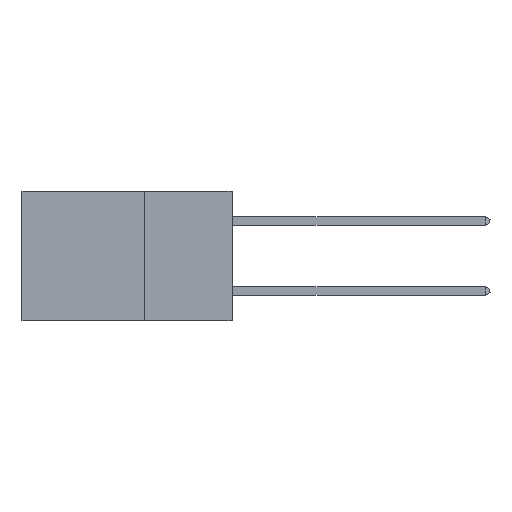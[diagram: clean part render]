
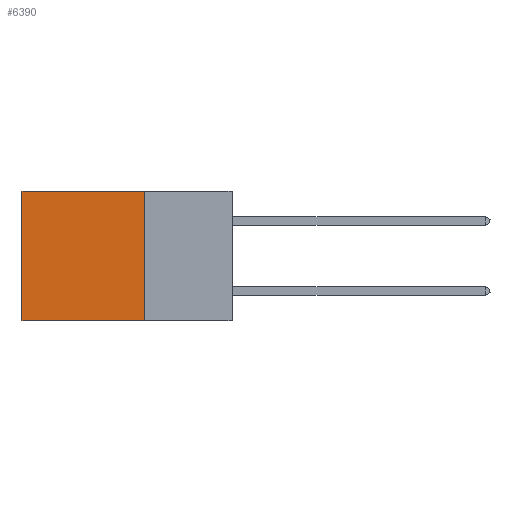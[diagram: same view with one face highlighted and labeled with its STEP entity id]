
A CAD part, left-side view. The second image highlights one B-rep face of the part: STEP entity #6390.
In plain terms, the highlighted planar face has unit normal (-1, 0, 0).
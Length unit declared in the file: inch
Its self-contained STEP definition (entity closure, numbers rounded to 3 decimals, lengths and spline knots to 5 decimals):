
#442 = CARTESIAN_POINT ( 'NONE',  ( 0.2875, 0.25, -0.37 ) ) ;
#524 = LINE ( 'NONE', #9622, #3990 ) ;
#841 = CARTESIAN_POINT ( 'NONE',  ( 0.2875, 0.25, 0. ) ) ;
#983 = VERTEX_POINT ( 'NONE', #18112 ) ;
#1225 = ORIENTED_EDGE ( 'NONE', *, *, #16605, .F. ) ;
#2030 = ORIENTED_EDGE ( 'NONE', *, *, #6263, .T. ) ;
#2189 = DIRECTION ( 'NONE',  ( 0., 1., 0. ) ) ;
#2911 = DIRECTION ( 'NONE',  ( 1., 0., 0. ) ) ;
#3062 = LINE ( 'NONE', #841, #15255 ) ;
#3377 = EDGE_CURVE ( 'NONE', #983, #4002, #3062, .T. ) ;
#3478 = LINE ( 'NONE', #442, #11479 ) ;
#3990 = VECTOR ( 'NONE', #11178, 39.37008 ) ;
#4002 = VERTEX_POINT ( 'NONE', #8705 ) ;
#6117 = CARTESIAN_POINT ( 'NONE',  ( 0.2875, 0.25, 0. ) ) ;
#6232 = ORIENTED_EDGE ( 'NONE', *, *, #3377, .T. ) ;
#6263 = EDGE_CURVE ( 'NONE', #4002, #11393, #17091, .T. ) ;
#6390 = ADVANCED_FACE ( 'NONE', ( #6747 ), #18666, .F. ) ;
#6747 = FACE_OUTER_BOUND ( 'NONE', #15445, .T. ) ;
#7025 = VERTEX_POINT ( 'NONE', #17153 ) ;
#7446 = CARTESIAN_POINT ( 'NONE',  ( 0.2875, 0.6, 0. ) ) ;
#8705 = CARTESIAN_POINT ( 'NONE',  ( 0.2875, 0.6, 0. ) ) ;
#9622 = CARTESIAN_POINT ( 'NONE',  ( 0.2875, 0.25, 0. ) ) ;
#10721 = VECTOR ( 'NONE', #12223, 39.37008 ) ;
#11178 = DIRECTION ( 'NONE',  ( 0., 0., -1. ) ) ;
#11393 = VERTEX_POINT ( 'NONE', #18701 ) ;
#11479 = VECTOR ( 'NONE', #2189, 39.37008 ) ;
#12223 = DIRECTION ( 'NONE',  ( 0., 0., -1. ) ) ;
#14072 = DIRECTION ( 'NONE',  ( 0., 0., -1. ) ) ;
#15255 = VECTOR ( 'NONE', #17334, 39.37008 ) ;
#15445 = EDGE_LOOP ( 'NONE', ( #2030, #16045, #1225, #6232 ) ) ;
#16045 = ORIENTED_EDGE ( 'NONE', *, *, #16195, .F. ) ;
#16195 = EDGE_CURVE ( 'NONE', #7025, #11393, #3478, .T. ) ;
#16605 = EDGE_CURVE ( 'NONE', #983, #7025, #524, .T. ) ;
#17091 = LINE ( 'NONE', #7446, #10721 ) ;
#17153 = CARTESIAN_POINT ( 'NONE',  ( 0.2875, 0.25, -0.37 ) ) ;
#17334 = DIRECTION ( 'NONE',  ( 0., 1., 0. ) ) ;
#18112 = CARTESIAN_POINT ( 'NONE',  ( 0.2875, 0.25, 0. ) ) ;
#18243 = AXIS2_PLACEMENT_3D ( 'NONE', #6117, #2911, #14072 ) ;
#18666 = PLANE ( 'NONE',  #18243 ) ;
#18701 = CARTESIAN_POINT ( 'NONE',  ( 0.2875, 0.6, -0.37 ) ) ;
